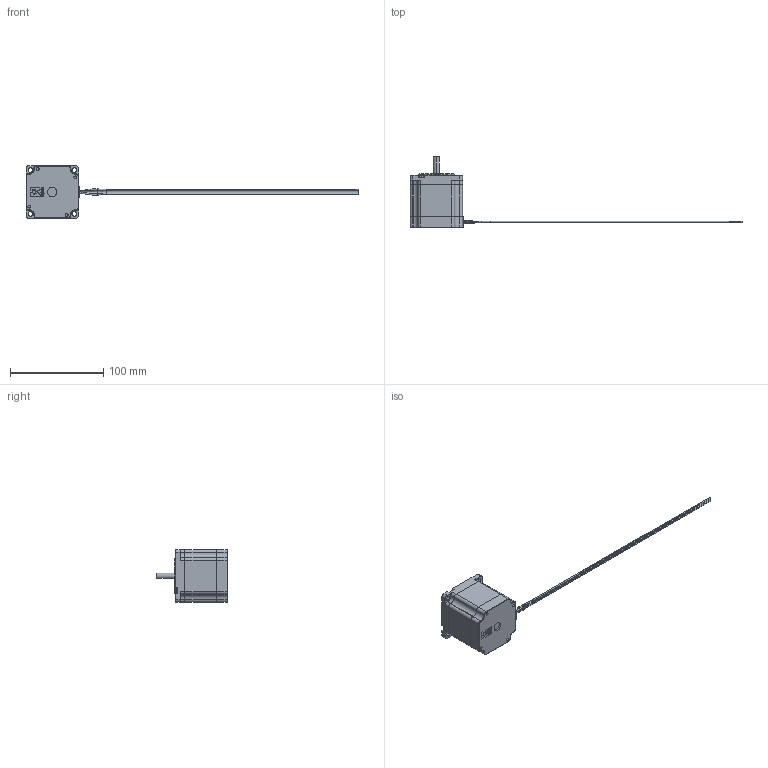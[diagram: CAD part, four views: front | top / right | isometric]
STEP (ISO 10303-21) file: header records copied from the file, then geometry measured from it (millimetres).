
FILE_DESCRIPTION (( 'STEP AP214' ), '1' );
FILE_NAME ('SY57STH56-2804A.step', '2020-10-09T16:14:02', ( '' ), ( '' ), 'SwSTEP 2.0', 'SolidWorks 2020', '' );
FILE_SCHEMA (( 'AUTOMOTIVE_DESIGN' ));
Length unit declared in the file: millimetre
Products named in the file (1): SY57STH56-2804A
Bounding box: 356.4 x 76.6 x 56.4 mm (x, y, z)
Volume: 166811 mm3; surface area: 24241.9 mm2
Topology: 1 solids, 1 shells, 578 faces, 1495 edges, 964 vertices
Faces by surface type: plane 275, cylinder 146, bspline 127, torus 20, cone 10
Entity records: 29471 total; most frequent: CARTESIAN_POINT 10189, ORIENTED_EDGE 2990, DIRECTION 2145, EDGE_CURVE 1495, VERTEX_POINT 964, VECTOR 849, LINE 849, AXIS2_PLACEMENT_3D 648
